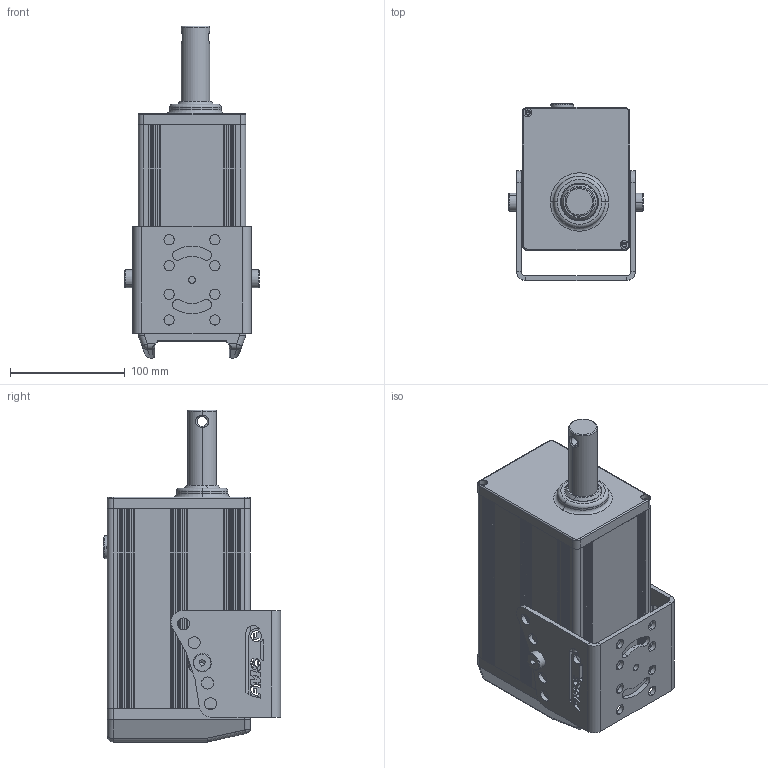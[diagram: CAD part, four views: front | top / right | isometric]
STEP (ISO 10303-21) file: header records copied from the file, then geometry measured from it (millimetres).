
FILE_DESCRIPTION((''),'2;1');
FILE_NAME('Zeichnung1.stp','2018-08-21T16:32:06',(''),(''),'Mechanical Desktop 2009','Mechanical Desktop 2009',', , ');
FILE_SCHEMA(('CONFIG_CONTROL_DESIGN'));
Length unit declared in the file: millimetre
Products named in the file (59): ZEICHNUNG1; 17300_-; 17880_Standart; 17827; 15785; 15786_15.5; 17877_Standart; 16207; 16206; Flanschdose-09-0116-80-05; Folientastatur_ohne Anschlussb…hse; Abstreifer AM45 25x33x4-7; 17879; 17883; 15782; Batteriekontakt; 17807; 18288_D=6.35mm; 15453; 17878; Schrägkugellager 30x55x13 7006-B-2RS; Teil2^17808; 15460; Teil1^17808; 17808; ST5918M2804; 18033; Zyl-Schr M5x12 schwarz ohne Schaft 8.8 FN114_Zyl-Schr M5x12 schwarz ohne Schaft 8.8 FN114; Rillenkugellager 25x42x9 61905 2RS; Gew-Sti M4x10 Spitze schwarz DIN914 ; Flex klein; Printplatte; 17423; Gew-Sti M8x8 Kegelkuppe schwarz; 18287_D=6.35mm; Antenne Laird, FXP72; 18233; Zyl-Schr M4x8 verzinkt blau ohne Schaft 8.8 FN120_Zyl-Schr M4x8 verzinkt blau ohne Schaft 8.8 FN120; 15774; 17802 ...
Assembly tree (19 placements, depth 3):
  ZEICHNUNG1
    17300_-
      17880_Standart
      17827
      15785
      15786_15.5
      17877_Standart
      16207
      16206
      Flanschdose-09-0116-80-05
      Folientastatur_ohne Anschlussb…hse
      Abstreifer AM45 25x33x4-7
      17879
      17883
      15782
      Batteriekontakt  x4
      17807
  18288_D=6.35mm
  15453
  17878
  Schrägkugellager 30x55x13 7006-B-2RS
Bounding box: 117.6 x 154.66 x 289.89 mm (x, y, z)
Volume: 660158.9 mm3; surface area: 365000.3 mm2
Topology: 18 solids, 18 shells, 2030 faces, 5178 edges, 3186 vertices
Faces by surface type: cylinder 921, plane 672, torus 129, bspline 119, cone 105, sphere 84
Entity records: 67365 total; most frequent: CARTESIAN_POINT 14355, DIRECTION 10523, ORIENTED_EDGE 10018, EDGE_CURVE 5009, AXIS2_PLACEMENT_3D 3927, VERTEX_POINT 3126, VECTOR 2669, LINE 2669
